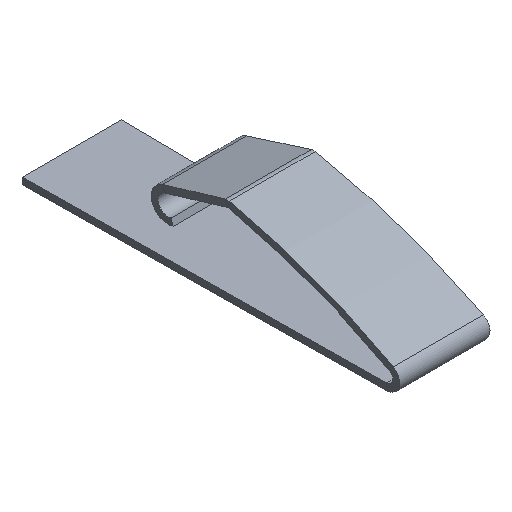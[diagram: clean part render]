
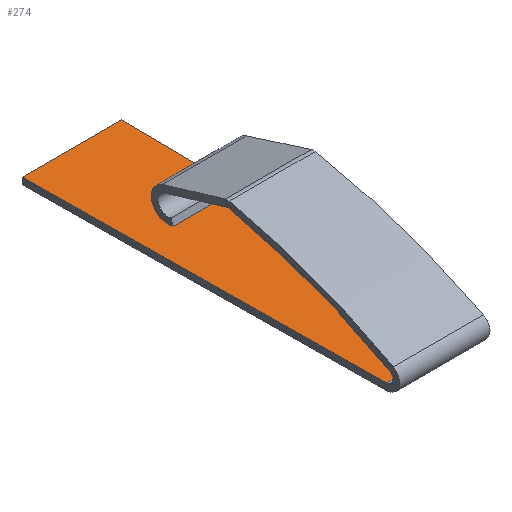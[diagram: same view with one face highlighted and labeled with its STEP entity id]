
A CAD part, isometric view. The second image highlights one B-rep face of the part: STEP entity #274.
In plain terms, the highlighted planar face has unit normal (0, 0, 1).
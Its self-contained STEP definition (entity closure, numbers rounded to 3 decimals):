
#31 = PLANE('',#32);
#32 = AXIS2_PLACEMENT_3D('',#33,#34,#35);
#33 = CARTESIAN_POINT('',(0.,0.,0.04)
  );
#34 = DIRECTION('',(0.,-1.,0.));
#35 = DIRECTION('',(0.,0.,1.));
#54 = VERTEX_POINT('',#55);
#55 = CARTESIAN_POINT('',(0.6,0.,0.08));
#67 = PLANE('',#68);
#68 = AXIS2_PLACEMENT_3D('',#69,#70,#71);
#69 = CARTESIAN_POINT('',(0.574,-2.175,0.04));
#70 = DIRECTION('',(1.,-0.012,
    0.));
#71 = DIRECTION('',(0.,0.,1.));
#78 = EDGE_CURVE('',#54,#79,#81,.T.);
#79 = VERTEX_POINT('',#80);
#80 = CARTESIAN_POINT('',(-0.6,0.,0.08));
#81 = SURFACE_CURVE('',#82,(#85,#91),.PCURVE_S1.);
#82 = B_SPLINE_CURVE_WITH_KNOTS('',1,(#83,#84),.UNSPECIFIED.,.F.,.F.,(2,
    2),(2.,3.),.PIECEWISE_BEZIER_KNOTS.);
#83 = CARTESIAN_POINT('',(0.6,0.,0.08));
#84 = CARTESIAN_POINT('',(-0.6,0.,0.08));
#85 = PCURVE('',#31,#86);
#86 = DEFINITIONAL_REPRESENTATION('',(#87),#90);
#87 = B_SPLINE_CURVE_WITH_KNOTS('',1,(#88,#89),.UNSPECIFIED.,.F.,.F.,(2,
    2),(2.,3.),.PIECEWISE_BEZIER_KNOTS.);
#88 = CARTESIAN_POINT('',(0.04,-0.6));
#89 = CARTESIAN_POINT('',(0.04,0.6));
#90 = ( GEOMETRIC_REPRESENTATION_CONTEXT(2) 
PARAMETRIC_REPRESENTATION_CONTEXT() REPRESENTATION_CONTEXT('2D SPACE',''
  ) );
#91 = PCURVE('',#92,#97);
#92 = PLANE('',#93);
#93 = AXIS2_PLACEMENT_3D('',#94,#95,#96);
#94 = CARTESIAN_POINT('',(0.,-2.175,0.08));
#95 = DIRECTION('',(0.,0.,1.));
#96 = DIRECTION('',(-1.,0.,0.));
#97 = DEFINITIONAL_REPRESENTATION('',(#98),#101);
#98 = B_SPLINE_CURVE_WITH_KNOTS('',1,(#99,#100),.UNSPECIFIED.,.F.,.F.,(2
    ,2),(2.,3.),.PIECEWISE_BEZIER_KNOTS.);
#99 = CARTESIAN_POINT('',(-0.6,-2.175));
#100 = CARTESIAN_POINT('',(0.6,-2.175));
#101 = ( GEOMETRIC_REPRESENTATION_CONTEXT(2) 
PARAMETRIC_REPRESENTATION_CONTEXT() REPRESENTATION_CONTEXT('2D SPACE',''
  ) );
#115 = PLANE('',#116);
#116 = AXIS2_PLACEMENT_3D('',#117,#118,#119);
#117 = CARTESIAN_POINT('',(-0.574,-2.175,0.04));
#118 = DIRECTION('',(-1.,-0.012,
    0.));
#119 = DIRECTION('',(0.,0.,-1.));
#215 = EDGE_CURVE('',#54,#216,#218,.T.);
#216 = VERTEX_POINT('',#217);
#217 = CARTESIAN_POINT('',(0.548,-4.35,0.08));
#218 = SURFACE_CURVE('',#219,(#222,#228),.PCURVE_S1.);
#219 = B_SPLINE_CURVE_WITH_KNOTS('',1,(#220,#221),.UNSPECIFIED.,.F.,.F.,
  (2,2),(0.,4.35),.PIECEWISE_BEZIER_KNOTS.);
#220 = CARTESIAN_POINT('',(0.6,0.,0.08));
#221 = CARTESIAN_POINT('',(0.548,-4.35,0.08));
#222 = PCURVE('',#67,#223);
#223 = DEFINITIONAL_REPRESENTATION('',(#224),#227);
#224 = B_SPLINE_CURVE_WITH_KNOTS('',1,(#225,#226),.UNSPECIFIED.,.F.,.F.,
  (2,2),(0.,4.35),.PIECEWISE_BEZIER_KNOTS.);
#225 = CARTESIAN_POINT('',(0.04,-2.175));
#226 = CARTESIAN_POINT('',(0.04,2.175));
#227 = ( GEOMETRIC_REPRESENTATION_CONTEXT(2) 
PARAMETRIC_REPRESENTATION_CONTEXT() REPRESENTATION_CONTEXT('2D SPACE',''
  ) );
#228 = PCURVE('',#92,#229);
#229 = DEFINITIONAL_REPRESENTATION('',(#230),#233);
#230 = B_SPLINE_CURVE_WITH_KNOTS('',1,(#231,#232),.UNSPECIFIED.,.F.,.F.,
  (2,2),(0.,4.35),.PIECEWISE_BEZIER_KNOTS.);
#231 = CARTESIAN_POINT('',(-0.6,-2.175));
#232 = CARTESIAN_POINT('',(-0.548,2.175));
#233 = ( GEOMETRIC_REPRESENTATION_CONTEXT(2) 
PARAMETRIC_REPRESENTATION_CONTEXT() REPRESENTATION_CONTEXT('2D SPACE',''
  ) );
#274 = ADVANCED_FACE('',(#275),#92,.T.);
#275 = FACE_BOUND('',#276,.T.);
#276 = EDGE_LOOP('',(#277,#278,#279,#299));
#277 = ORIENTED_EDGE('',*,*,#215,.F.);
#278 = ORIENTED_EDGE('',*,*,#78,.T.);
#279 = ORIENTED_EDGE('',*,*,#280,.T.);
#280 = EDGE_CURVE('',#79,#281,#283,.T.);
#281 = VERTEX_POINT('',#282);
#282 = CARTESIAN_POINT('',(-0.548,-4.35,0.08));
#283 = SURFACE_CURVE('',#284,(#287,#293),.PCURVE_S1.);
#284 = B_SPLINE_CURVE_WITH_KNOTS('',1,(#285,#286),.UNSPECIFIED.,.F.,.F.,
  (2,2),(0.,4.35),.PIECEWISE_BEZIER_KNOTS.);
#285 = CARTESIAN_POINT('',(-0.6,0.,0.08));
#286 = CARTESIAN_POINT('',(-0.548,-4.35,0.08));
#287 = PCURVE('',#92,#288);
#288 = DEFINITIONAL_REPRESENTATION('',(#289),#292);
#289 = B_SPLINE_CURVE_WITH_KNOTS('',1,(#290,#291),.UNSPECIFIED.,.F.,.F.,
  (2,2),(0.,4.35),.PIECEWISE_BEZIER_KNOTS.);
#290 = CARTESIAN_POINT('',(0.6,-2.175));
#291 = CARTESIAN_POINT('',(0.548,2.175));
#292 = ( GEOMETRIC_REPRESENTATION_CONTEXT(2) 
PARAMETRIC_REPRESENTATION_CONTEXT() REPRESENTATION_CONTEXT('2D SPACE',''
  ) );
#293 = PCURVE('',#115,#294);
#294 = DEFINITIONAL_REPRESENTATION('',(#295),#298);
#295 = B_SPLINE_CURVE_WITH_KNOTS('',1,(#296,#297),.UNSPECIFIED.,.F.,.F.,
  (2,2),(0.,4.35),.PIECEWISE_BEZIER_KNOTS.);
#296 = CARTESIAN_POINT('',(-0.04,-2.175));
#297 = CARTESIAN_POINT('',(-0.04,2.175));
#298 = ( GEOMETRIC_REPRESENTATION_CONTEXT(2) 
PARAMETRIC_REPRESENTATION_CONTEXT() REPRESENTATION_CONTEXT('2D SPACE',''
  ) );
#299 = ORIENTED_EDGE('',*,*,#300,.F.);
#300 = EDGE_CURVE('',#216,#281,#301,.T.);
#301 = SURFACE_CURVE('',#302,(#305,#311),.PCURVE_S1.);
#302 = B_SPLINE_CURVE_WITH_KNOTS('',1,(#303,#304),.UNSPECIFIED.,.F.,.F.,
  (2,2),(2.,3.),.PIECEWISE_BEZIER_KNOTS.);
#303 = CARTESIAN_POINT('',(0.548,-4.35,0.08));
#304 = CARTESIAN_POINT('',(-0.548,-4.35,0.08));
#305 = PCURVE('',#92,#306);
#306 = DEFINITIONAL_REPRESENTATION('',(#307),#310);
#307 = B_SPLINE_CURVE_WITH_KNOTS('',1,(#308,#309),.UNSPECIFIED.,.F.,.F.,
  (2,2),(2.,3.),.PIECEWISE_BEZIER_KNOTS.);
#308 = CARTESIAN_POINT('',(-0.548,2.175));
#309 = CARTESIAN_POINT('',(0.548,2.175));
#310 = ( GEOMETRIC_REPRESENTATION_CONTEXT(2) 
PARAMETRIC_REPRESENTATION_CONTEXT() REPRESENTATION_CONTEXT('2D SPACE',''
  ) );
#311 = PCURVE('',#312,#331);
#312 = B_SPLINE_SURFACE_WITH_KNOTS('',1,8,(
    (#313,#314,#315,#316,#317,#318,#319,#320,#321)
    ,(#322,#323,#324,#325,#326,#327,#328,#329,#330
  )),.UNSPECIFIED.,.F.,.F.,.F.,(2,2),(9,9),(2.,3.),(1.571,
    4.22),.PIECEWISE_BEZIER_KNOTS.);
#313 = CARTESIAN_POINT('',(0.548,-4.35,0.08));
#314 = CARTESIAN_POINT('',(0.547,-4.373,0.08));
#315 = CARTESIAN_POINT('',(0.547,-4.396,
    0.089));
#316 = CARTESIAN_POINT('',(0.546,-4.416,0.106
    ));
#317 = CARTESIAN_POINT('',(0.546,-4.427,0.131
    ));
#318 = CARTESIAN_POINT('',(0.545,-4.429,0.157)
  );
#319 = CARTESIAN_POINT('',(0.544,-4.42,0.182
    ));
#320 = CARTESIAN_POINT('',(0.544,-4.404,0.201
    ));
#321 = CARTESIAN_POINT('',(0.543,-4.383,0.212
    ));
#322 = CARTESIAN_POINT('',(-0.548,-4.35,0.08));
#323 = CARTESIAN_POINT('',(-0.547,-4.373,0.08));
#324 = CARTESIAN_POINT('',(-0.547,-4.396,
    0.089));
#325 = CARTESIAN_POINT('',(-0.546,-4.416,
    0.106));
#326 = CARTESIAN_POINT('',(-0.546,-4.427,
    0.131));
#327 = CARTESIAN_POINT('',(-0.545,-4.429,0.157
    ));
#328 = CARTESIAN_POINT('',(-0.544,-4.42,
    0.182));
#329 = CARTESIAN_POINT('',(-0.544,-4.404,
    0.201));
#330 = CARTESIAN_POINT('',(-0.543,-4.383,
    0.212));
#331 = DEFINITIONAL_REPRESENTATION('',(#332),#336);
#332 = LINE('',#333,#334);
#333 = CARTESIAN_POINT('',(0.,1.571));
#334 = VECTOR('',#335,1.);
#335 = DIRECTION('',(1.,0.));
#336 = ( GEOMETRIC_REPRESENTATION_CONTEXT(2) 
PARAMETRIC_REPRESENTATION_CONTEXT() REPRESENTATION_CONTEXT('2D SPACE',''
  ) );
